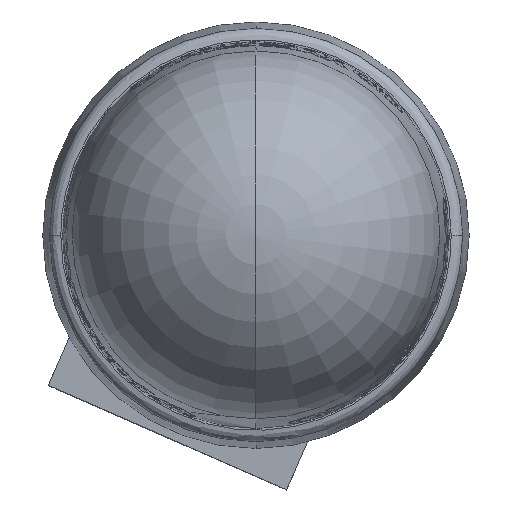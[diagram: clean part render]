
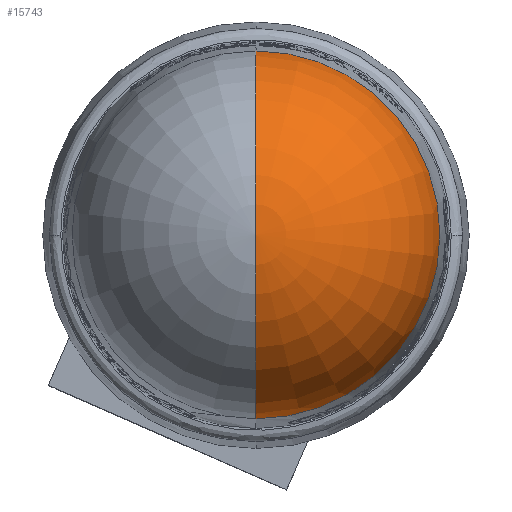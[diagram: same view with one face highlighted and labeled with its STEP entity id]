
A CAD part, top view. The second image highlights one B-rep face of the part: STEP entity #15743.
In plain terms, the highlighted toroidal (fillet/blend) face has major radius 0.112 mm and minor radius 32.5 mm.
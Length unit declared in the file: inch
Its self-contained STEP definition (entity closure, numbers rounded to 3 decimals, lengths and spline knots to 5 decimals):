
#1500 = AXIS2_PLACEMENT_3D ( 'NONE', #22199, #8578, #24448 ) ;
#3123 = EDGE_CURVE ( 'NONE', #8696, #23592, #13135, .T. ) ;
#3158 = CARTESIAN_POINT ( 'NONE',  ( 0., 0., 3.09371 ) ) ;
#3790 = CIRCLE ( 'NONE', #1500, 1.27953 ) ;
#4073 = EDGE_CURVE ( 'NONE', #23592, #16177, #27566, .T. ) ;
#5157 = CARTESIAN_POINT ( 'NONE',  ( 0., 0., 1.81419 ) ) ;
#7548 = DIRECTION ( 'NONE',  ( 0., -1., 0. ) ) ;
#7887 = CARTESIAN_POINT ( 'NONE',  ( 0., 0., 1.92494 ) ) ;
#8451 = TOROIDAL_SURFACE ( 'NONE', #26440, 0.00441, 1.27953 ) ;
#8578 = DIRECTION ( 'NONE',  ( -1., 0., 0. ) ) ;
#8605 = ORIENTED_EDGE ( 'NONE', *, *, #4073, .T. ) ;
#8696 = VERTEX_POINT ( 'NONE', #23372 ) ;
#8959 = AXIS2_PLACEMENT_3D ( 'NONE', #7887, #23785, #10145 ) ;
#10145 = DIRECTION ( 'NONE',  ( 0., -1., 0. ) ) ;
#12270 = DIRECTION ( 'NONE',  ( 1., 0., 0. ) ) ;
#13135 = CIRCLE ( 'NONE', #8959, 1.27913 ) ;
#14911 = AXIS2_PLACEMENT_3D ( 'NONE', #25836, #12270, #28098 ) ;
#15743 = ADVANCED_FACE ( 'NONE', ( #17367 ), #8451, .T. ) ;
#16177 = VERTEX_POINT ( 'NONE', #3158 ) ;
#16342 = CARTESIAN_POINT ( 'NONE',  ( 0., 1.27913, 1.92494 ) ) ;
#17367 = FACE_OUTER_BOUND ( 'NONE', #29232, .T. ) ;
#19255 = ORIENTED_EDGE ( 'NONE', *, *, #22431, .F. ) ;
#21171 = DIRECTION ( 'NONE',  ( 0., 0., 1. ) ) ;
#22133 = ORIENTED_EDGE ( 'NONE', *, *, #3123, .T. ) ;
#22199 = CARTESIAN_POINT ( 'NONE',  ( 0., -0.00441, 1.81419 ) ) ;
#22431 = EDGE_CURVE ( 'NONE', #8696, #16177, #3790, .T. ) ;
#23372 = CARTESIAN_POINT ( 'NONE',  ( 0., -1.27913, 1.92494 ) ) ;
#23592 = VERTEX_POINT ( 'NONE', #16342 ) ;
#23785 = DIRECTION ( 'NONE',  ( 0., 0., 1. ) ) ;
#24448 = DIRECTION ( 'NONE',  ( 0., 0., 1. ) ) ;
#25836 = CARTESIAN_POINT ( 'NONE',  ( 0., 0.00441, 1.81419 ) ) ;
#26440 = AXIS2_PLACEMENT_3D ( 'NONE', #5157, #21171, #7548 ) ;
#27566 = CIRCLE ( 'NONE', #14911, 1.27953 ) ;
#28098 = DIRECTION ( 'NONE',  ( 0., 0., -1. ) ) ;
#29232 = EDGE_LOOP ( 'NONE', ( #22133, #8605, #19255 ) ) ;
